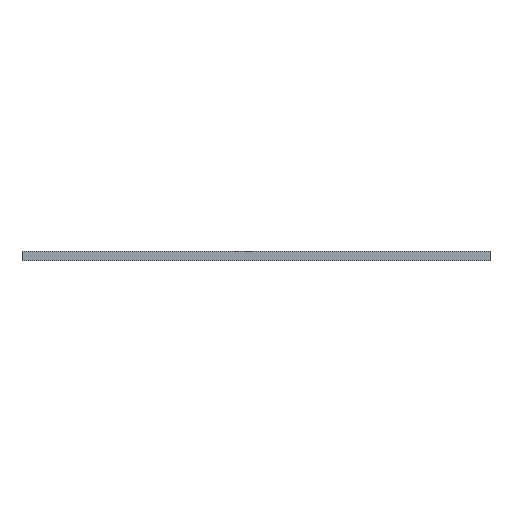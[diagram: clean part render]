
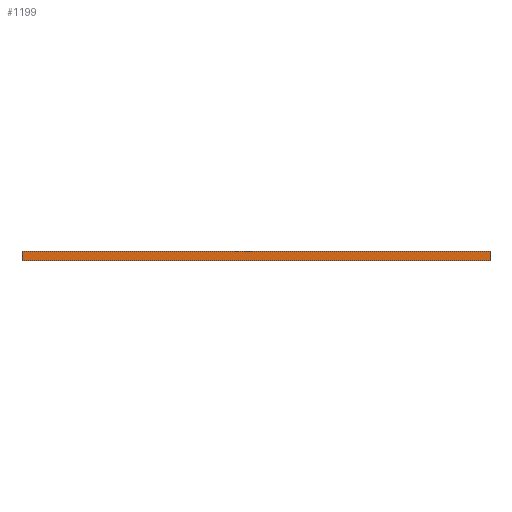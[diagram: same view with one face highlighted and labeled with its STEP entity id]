
A CAD part, front view. The second image highlights one B-rep face of the part: STEP entity #1199.
In plain terms, the highlighted planar face has unit normal (0, -1, 0).
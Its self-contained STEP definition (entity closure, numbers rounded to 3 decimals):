
#147=FACE_OUTER_BOUND('',#207,.T.);
#207=EDGE_LOOP('',(#979,#980,#981,#982));
#345=LINE('',#1956,#473);
#346=LINE('',#1959,#474);
#347=LINE('',#1961,#475);
#348=LINE('',#1962,#476);
#473=VECTOR('',#1617,10.);
#474=VECTOR('',#1620,10.);
#475=VECTOR('',#1621,10.);
#476=VECTOR('',#1622,10.);
#591=VERTEX_POINT('',#1952);
#592=VERTEX_POINT('',#1954);
#593=VERTEX_POINT('',#1958);
#594=VERTEX_POINT('',#1960);
#753=EDGE_CURVE('',#591,#592,#345,.T.);
#754=EDGE_CURVE('',#591,#593,#346,.T.);
#755=EDGE_CURVE('',#594,#592,#347,.T.);
#756=EDGE_CURVE('',#593,#594,#348,.T.);
#979=ORIENTED_EDGE('',*,*,#754,.F.);
#980=ORIENTED_EDGE('',*,*,#753,.T.);
#981=ORIENTED_EDGE('',*,*,#755,.F.);
#982=ORIENTED_EDGE('',*,*,#756,.F.);
#1139=PLANE('',#1313);
#1199=ADVANCED_FACE('',(#147),#1139,.T.);
#1313=AXIS2_PLACEMENT_3D('',#1957,#1618,#1619);
#1617=DIRECTION('',(0.,0.,1.));
#1618=DIRECTION('center_axis',(0.,-1.,0.));
#1619=DIRECTION('ref_axis',(1.,0.,0.));
#1620=DIRECTION('',(-1.,0.,0.));
#1621=DIRECTION('',(1.,0.,0.));
#1622=DIRECTION('',(0.,0.,1.));
#1952=CARTESIAN_POINT('',(66.61,-93.692,0.));
#1954=CARTESIAN_POINT('',(66.61,-93.692,1.5));
#1956=CARTESIAN_POINT('',(66.61,-93.692,0.));
#1957=CARTESIAN_POINT('Origin',(-5.39,-93.692,0.));
#1958=CARTESIAN_POINT('',(-5.39,-93.692,0.));
#1959=CARTESIAN_POINT('',(66.61,-93.692,0.));
#1960=CARTESIAN_POINT('',(-5.39,-93.692,1.5));
#1961=CARTESIAN_POINT('',(66.61,-93.692,1.5));
#1962=CARTESIAN_POINT('',(-5.39,-93.692,0.));
